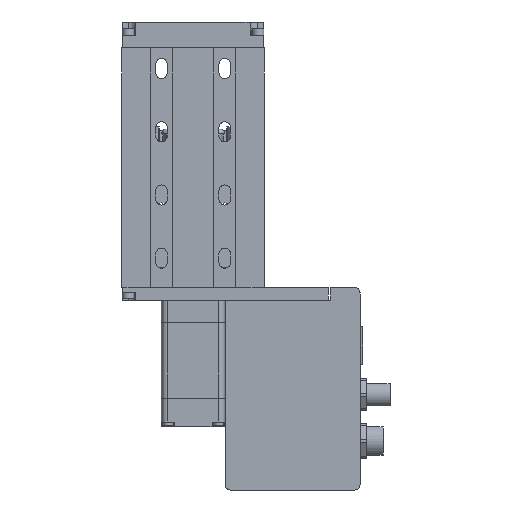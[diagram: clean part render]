
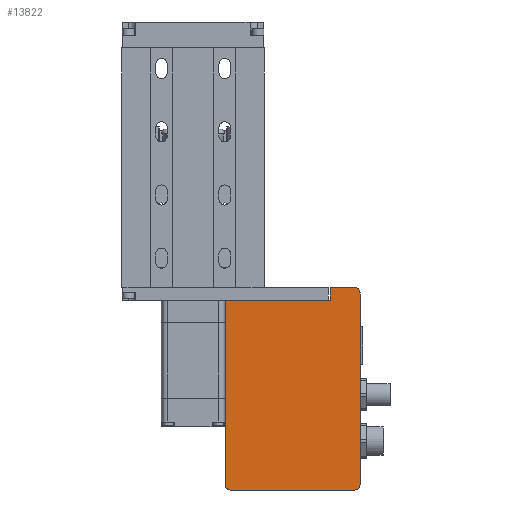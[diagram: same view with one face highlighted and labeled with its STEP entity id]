
A CAD part, front view. The second image highlights one B-rep face of the part: STEP entity #13822.
In plain terms, the highlighted planar face has unit normal (0, -1, 0).
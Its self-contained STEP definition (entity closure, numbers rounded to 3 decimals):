
#105 = EDGE_CURVE ( 'NONE', #10812, #3297, #4611, .T. ) ;
#139 = ORIENTED_EDGE ( 'NONE', *, *, #11217, .F. ) ;
#206 = CIRCLE ( 'NONE', #4963, 1.7 ) ;
#659 = CARTESIAN_POINT ( 'NONE',  ( 43.41, -10.17, 0. ) ) ;
#1175 = EDGE_CURVE ( 'NONE', #16544, #6848, #6626, .T. ) ;
#1518 = ORIENTED_EDGE ( 'NONE', *, *, #14633, .T. ) ;
#2050 = VECTOR ( 'NONE', #18985, 1000. ) ;
#2135 = LINE ( 'NONE', #659, #17469 ) ;
#2164 = EDGE_CURVE ( 'NONE', #10003, #6207, #11653, .T. ) ;
#2669 = AXIS2_PLACEMENT_3D ( 'NONE', #16134, #16531, #4273 ) ;
#2880 = DIRECTION ( 'NONE',  ( 0., 0., 1. ) ) ;
#3297 = VERTEX_POINT ( 'NONE', #4861 ) ;
#3663 = CARTESIAN_POINT ( 'NONE',  ( 43.41, -10.17, 4. ) ) ;
#3867 = ORIENTED_EDGE ( 'NONE', *, *, #9831, .T. ) ;
#4018 = DIRECTION ( 'NONE',  ( 1., 0., 0. ) ) ;
#4043 = DIRECTION ( 'NONE',  ( -1., 0., 0. ) ) ;
#4273 = DIRECTION ( 'NONE',  ( 0., 0., 1. ) ) ;
#4305 = AXIS2_PLACEMENT_3D ( 'NONE', #17835, #7265, #8572 ) ;
#4396 = CARTESIAN_POINT ( 'NONE',  ( 51.11, -10.17, -58.3 ) ) ;
#4611 = LINE ( 'NONE', #6213, #15084 ) ;
#4780 = DIRECTION ( 'NONE',  ( 0., -1., 0. ) ) ;
#4861 = CARTESIAN_POINT ( 'NONE',  ( 52.81, -10.17, -58.3 ) ) ;
#4963 = AXIS2_PLACEMENT_3D ( 'NONE', #4396, #7797, #16754 ) ;
#5288 = EDGE_CURVE ( 'NONE', #6207, #7739, #6715, .T. ) ;
#5607 = CARTESIAN_POINT ( 'NONE',  ( 51.11, -10.17, 4. ) ) ;
#5611 = ORIENTED_EDGE ( 'NONE', *, *, #2164, .F. ) ;
#5937 = CARTESIAN_POINT ( 'NONE',  ( 10.16, -10.17, 0. ) ) ;
#5959 = CARTESIAN_POINT ( 'NONE',  ( 43.41, -10.17, 0. ) ) ;
#6207 = VERTEX_POINT ( 'NONE', #5937 ) ;
#6213 = CARTESIAN_POINT ( 'NONE',  ( 52.81, -10.17, 4. ) ) ;
#6626 = LINE ( 'NONE', #12926, #2050 ) ;
#6715 = LINE ( 'NONE', #12811, #9384 ) ;
#6848 = VERTEX_POINT ( 'NONE', #5607 ) ;
#7068 = FACE_OUTER_BOUND ( 'NONE', #8028, .T. ) ;
#7118 = ORIENTED_EDGE ( 'NONE', *, *, #1175, .F. ) ;
#7265 = DIRECTION ( 'NONE',  ( 0., 1., 0. ) ) ;
#7739 = VERTEX_POINT ( 'NONE', #5959 ) ;
#7797 = DIRECTION ( 'NONE',  ( 0., -1., 0. ) ) ;
#7835 = VERTEX_POINT ( 'NONE', #13742 ) ;
#8028 = EDGE_LOOP ( 'NONE', ( #5611, #3867, #139, #1518, #9848, #16411, #7118, #15017, #14273 ) ) ;
#8572 = DIRECTION ( 'NONE',  ( 0., 0., 1. ) ) ;
#8880 = CARTESIAN_POINT ( 'NONE',  ( 10.16, -10.17, -60. ) ) ;
#9384 = VECTOR ( 'NONE', #4018, 1000. ) ;
#9736 = EDGE_CURVE ( 'NONE', #7739, #16544, #2135, .T. ) ;
#9831 = EDGE_CURVE ( 'NONE', #10003, #7835, #10147, .T. ) ;
#9832 = VECTOR ( 'NONE', #4043, 1000. ) ;
#9848 = ORIENTED_EDGE ( 'NONE', *, *, #105, .F. ) ;
#10003 = VERTEX_POINT ( 'NONE', #12469 ) ;
#10147 = CIRCLE ( 'NONE', #14939, 1.7 ) ;
#10812 = VERTEX_POINT ( 'NONE', #13259 ) ;
#11173 = VERTEX_POINT ( 'NONE', #15518 ) ;
#11217 = EDGE_CURVE ( 'NONE', #11173, #7835, #14624, .T. ) ;
#11653 = LINE ( 'NONE', #8880, #12367 ) ;
#11904 = CIRCLE ( 'NONE', #2669, 1.7 ) ;
#12049 = PLANE ( 'NONE',  #4305 ) ;
#12367 = VECTOR ( 'NONE', #2880, 1000. ) ;
#12469 = CARTESIAN_POINT ( 'NONE',  ( 10.16, -10.17, -58.3 ) ) ;
#12499 = EDGE_CURVE ( 'NONE', #10812, #6848, #11904, .T. ) ;
#12811 = CARTESIAN_POINT ( 'NONE',  ( 10.16, -10.17, 0. ) ) ;
#12926 = CARTESIAN_POINT ( 'NONE',  ( 43.41, -10.17, 4. ) ) ;
#13259 = CARTESIAN_POINT ( 'NONE',  ( 52.81, -10.17, 2.3 ) ) ;
#13742 = CARTESIAN_POINT ( 'NONE',  ( 11.86, -10.17, -60. ) ) ;
#13822 = ADVANCED_FACE ( 'NONE', ( #7068 ), #12049, .F. ) ;
#14273 = ORIENTED_EDGE ( 'NONE', *, *, #5288, .F. ) ;
#14624 = LINE ( 'NONE', #17506, #9832 ) ;
#14633 = EDGE_CURVE ( 'NONE', #11173, #3297, #206, .T. ) ;
#14939 = AXIS2_PLACEMENT_3D ( 'NONE', #16483, #4780, #16291 ) ;
#15017 = ORIENTED_EDGE ( 'NONE', *, *, #9736, .F. ) ;
#15084 = VECTOR ( 'NONE', #15292, 1000. ) ;
#15292 = DIRECTION ( 'NONE',  ( 0., 0., -1. ) ) ;
#15518 = CARTESIAN_POINT ( 'NONE',  ( 51.11, -10.17, -60. ) ) ;
#16134 = CARTESIAN_POINT ( 'NONE',  ( 51.11, -10.17, 2.3 ) ) ;
#16291 = DIRECTION ( 'NONE',  ( 0., 0., 1. ) ) ;
#16411 = ORIENTED_EDGE ( 'NONE', *, *, #12499, .T. ) ;
#16483 = CARTESIAN_POINT ( 'NONE',  ( 11.86, -10.17, -58.3 ) ) ;
#16531 = DIRECTION ( 'NONE',  ( 0., -1., 0. ) ) ;
#16544 = VERTEX_POINT ( 'NONE', #3663 ) ;
#16754 = DIRECTION ( 'NONE',  ( 0., 0., 1. ) ) ;
#17469 = VECTOR ( 'NONE', #18980, 1000. ) ;
#17506 = CARTESIAN_POINT ( 'NONE',  ( 52.81, -10.17, -60. ) ) ;
#17835 = CARTESIAN_POINT ( 'NONE',  ( 0., -10.17, 0. ) ) ;
#18980 = DIRECTION ( 'NONE',  ( 0., 0., 1. ) ) ;
#18985 = DIRECTION ( 'NONE',  ( 1., 0., 0. ) ) ;
